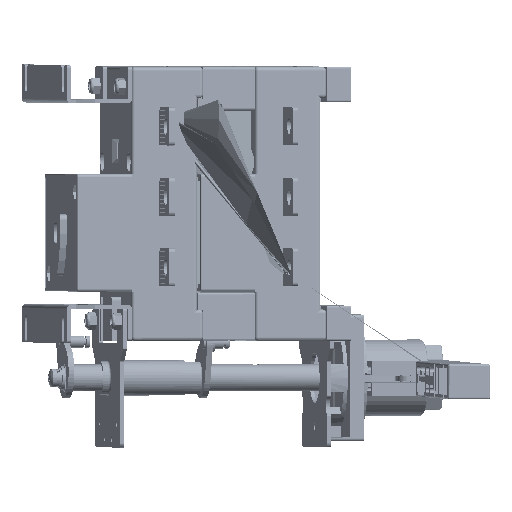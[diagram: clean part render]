
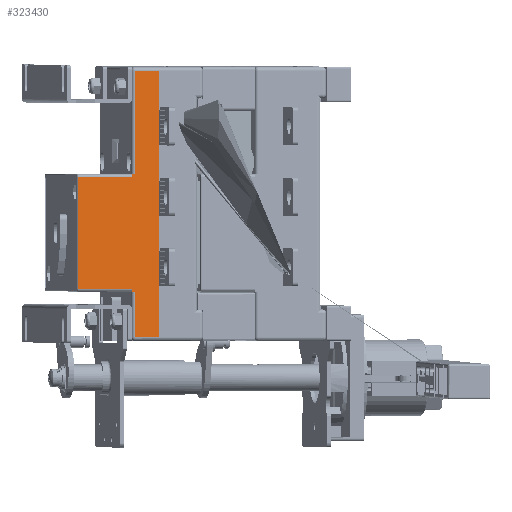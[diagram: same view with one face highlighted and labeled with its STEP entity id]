
A CAD part, left-side view. The second image highlights one B-rep face of the part: STEP entity #323430.
In plain terms, the highlighted planar face has unit normal (-0.98, -0.198, -0.004).
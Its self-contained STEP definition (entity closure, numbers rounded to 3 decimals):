
#1609 = VECTOR ( 'NONE', #383959, 1000. ) ;
#3159 = CARTESIAN_POINT ( 'NONE',  ( 104.48, 164.304, -115.616 ) ) ;
#6978 = FACE_OUTER_BOUND ( 'NONE', #190685, .T. ) ;
#9677 = VERTEX_POINT ( 'NONE', #210686 ) ;
#13148 = DIRECTION ( 'NONE',  ( -0.198, 0.98, 0. ) ) ;
#17320 = EDGE_CURVE ( 'NONE', #78690, #346973, #54892, .T. ) ;
#17543 = DIRECTION ( 'NONE',  ( -0.004, 0., 1. ) ) ;
#22851 = VERTEX_POINT ( 'NONE', #206591 ) ;
#24863 = CARTESIAN_POINT ( 'NONE',  ( 104.489, 164.304, -117.616 ) ) ;
#26673 = LINE ( 'NONE', #245910, #169629 ) ;
#27449 = VERTEX_POINT ( 'NONE', #364041 ) ;
#31208 = DIRECTION ( 'NONE',  ( 0.198, -0.98, 0.001 ) ) ;
#31480 = VECTOR ( 'NONE', #221160, 1000. ) ;
#36995 = LINE ( 'NONE', #189414, #253498 ) ;
#37817 = LINE ( 'NONE', #135899, #291683 ) ;
#38199 = CARTESIAN_POINT ( 'NONE',  ( 98.574, 191.749, -33.891 ) ) ;
#42653 = LINE ( 'NONE', #169971, #260988 ) ;
#54263 = CARTESIAN_POINT ( 'NONE',  ( 104.676, 162.834, -92.365 ) ) ;
#54892 = LINE ( 'NONE', #270042, #73085 ) ;
#55465 = EDGE_CURVE ( 'NONE', #9677, #164133, #102992, .T. ) ;
#59546 = LINE ( 'NONE', #3159, #372428 ) ;
#68320 = ORIENTED_EDGE ( 'NONE', *, *, #393325, .F. ) ;
#68752 = CARTESIAN_POINT ( 'NONE',  ( 104.117, 164.304, -32.367 ) ) ;
#73085 = VECTOR ( 'NONE', #401449, 1000. ) ;
#75788 = PLANE ( 'NONE',  #284788 ) ;
#76160 = CARTESIAN_POINT ( 'NONE',  ( 104.777, 162.834, -115.615 ) ) ;
#78690 = VERTEX_POINT ( 'NONE', #283597 ) ;
#79602 = VECTOR ( 'NONE', #100924, 1000. ) ;
#82377 = ORIENTED_EDGE ( 'NONE', *, *, #374810, .F. ) ;
#87064 = DIRECTION ( 'NONE',  ( 0.004, 0., -1. ) ) ;
#97971 = CARTESIAN_POINT ( 'NONE',  ( 104.378, 164.304, -92.366 ) ) ;
#100386 = VERTEX_POINT ( 'NONE', #111001 ) ;
#100825 = CARTESIAN_POINT ( 'NONE',  ( 104.414, 162.834, -32.366 ) ) ;
#100924 = DIRECTION ( 'NONE',  ( -0.004, 0., 1. ) ) ;
#102992 = LINE ( 'NONE', #386890, #79602 ) ;
#102999 = DIRECTION ( 'NONE',  ( -0.98, -0.198, -0.004 ) ) ;
#107318 = DIRECTION ( 'NONE',  ( -0.004, 0., 1. ) ) ;
#111001 = CARTESIAN_POINT ( 'NONE',  ( 104.117, 164.304, -32.367 ) ) ;
#112131 = EDGE_CURVE ( 'NONE', #230785, #22851, #59546, .T. ) ;
#112930 = ORIENTED_EDGE ( 'NONE', *, *, #55465, .F. ) ;
#113034 = VECTOR ( 'NONE', #17543, 1000. ) ;
#116930 = LINE ( 'NONE', #54263, #31480 ) ;
#119952 = VERTEX_POINT ( 'NONE', #318350 ) ;
#120873 = LINE ( 'NONE', #24863, #184616 ) ;
#128358 = CARTESIAN_POINT ( 'NONE',  ( 104.414, 162.834, -32.366 ) ) ;
#135899 = CARTESIAN_POINT ( 'NONE',  ( 98.823, 191.749, -90.891 ) ) ;
#136512 = ORIENTED_EDGE ( 'NONE', *, *, #112131, .T. ) ;
#150978 = EDGE_CURVE ( 'NONE', #372756, #292350, #42653, .T. ) ;
#152176 = DIRECTION ( 'NONE',  ( -0.004, 0., 1. ) ) ;
#153980 = DIRECTION ( 'NONE',  ( -0.004, 0., 1. ) ) ;
#157424 = ORIENTED_EDGE ( 'NONE', *, *, #243995, .T. ) ;
#160596 = LINE ( 'NONE', #97971, #290847 ) ;
#160742 = VERTEX_POINT ( 'NONE', #100825 ) ;
#164133 = VERTEX_POINT ( 'NONE', #198744 ) ;
#168294 = ORIENTED_EDGE ( 'NONE', *, *, #186377, .F. ) ;
#168933 = ORIENTED_EDGE ( 'NONE', *, *, #278468, .T. ) ;
#169629 = VECTOR ( 'NONE', #153980, 1000. ) ;
#169971 = CARTESIAN_POINT ( 'NONE',  ( 98.823, 191.749, -90.891 ) ) ;
#173408 = ORIENTED_EDGE ( 'NONE', *, *, #236143, .T. ) ;
#182495 = CARTESIAN_POINT ( 'NONE',  ( 98.823, 191.749, -90.891 ) ) ;
#184616 = VECTOR ( 'NONE', #152176, 1000. ) ;
#186377 = EDGE_CURVE ( 'NONE', #164133, #100386, #120873, .T. ) ;
#189414 = CARTESIAN_POINT ( 'NONE',  ( 103.886, 164.304, 20.382 ) ) ;
#190685 = EDGE_LOOP ( 'NONE', ( #231332, #337687, #355915, #82377, #168933, #136512, #173408, #157424, #213733, #300810, #260681, #168294, #112930, #68320, #398573 ) ) ;
#190809 = CARTESIAN_POINT ( 'NONE',  ( 98.574, 191.749, -33.891 ) ) ;
#198744 = CARTESIAN_POINT ( 'NONE',  ( 104.123, 164.304, -33.864 ) ) ;
#203284 = CARTESIAN_POINT ( 'NONE',  ( 104.676, 162.834, -92.365 ) ) ;
#206591 = CARTESIAN_POINT ( 'NONE',  ( 107.314, 150.288, -115.604 ) ) ;
#207240 = VECTOR ( 'NONE', #280599, 1000. ) ;
#210686 = CARTESIAN_POINT ( 'NONE',  ( 104.123, 164.304, -33.867 ) ) ;
#213733 = ORIENTED_EDGE ( 'NONE', *, *, #280628, .T. ) ;
#215814 = EDGE_CURVE ( 'NONE', #78690, #119952, #160596, .T. ) ;
#221160 = DIRECTION ( 'NONE',  ( -0.004, 0., 1. ) ) ;
#223997 = CARTESIAN_POINT ( 'NONE',  ( 104.372, 164.304, -90.866 ) ) ;
#230785 = VERTEX_POINT ( 'NONE', #76160 ) ;
#231332 = ORIENTED_EDGE ( 'NONE', *, *, #323838, .T. ) ;
#236143 = EDGE_CURVE ( 'NONE', #22851, #27449, #26673, .T. ) ;
#240910 = VERTEX_POINT ( 'NONE', #244089 ) ;
#243995 = EDGE_CURVE ( 'NONE', #27449, #240910, #36995, .T. ) ;
#244089 = CARTESIAN_POINT ( 'NONE',  ( 104.184, 162.834, 20.384 ) ) ;
#245719 = CARTESIAN_POINT ( 'NONE',  ( 104.777, 162.834, -115.615 ) ) ;
#245910 = CARTESIAN_POINT ( 'NONE',  ( 107.323, 150.288, -117.604 ) ) ;
#251892 = EDGE_CURVE ( 'NONE', #317533, #160742, #401543, .T. ) ;
#253498 = VECTOR ( 'NONE', #291627, 1000. ) ;
#260681 = ORIENTED_EDGE ( 'NONE', *, *, #397100, .F. ) ;
#260988 = VECTOR ( 'NONE', #107318, 1000. ) ;
#264955 = CARTESIAN_POINT ( 'NONE',  ( 104.414, 162.834, -32.366 ) ) ;
#267296 = DIRECTION ( 'NONE',  ( 0.198, -0.98, 0.001 ) ) ;
#270042 = CARTESIAN_POINT ( 'NONE',  ( 104.489, 164.304, -117.616 ) ) ;
#277033 = LINE ( 'NONE', #245719, #403734 ) ;
#277395 = VECTOR ( 'NONE', #289052, 1000. ) ;
#278468 = EDGE_CURVE ( 'NONE', #405437, #230785, #277033, .T. ) ;
#280599 = DIRECTION ( 'NONE',  ( 0.198, -0.98, 0.001 ) ) ;
#280628 = EDGE_CURVE ( 'NONE', #240910, #160742, #389188, .T. ) ;
#283597 = CARTESIAN_POINT ( 'NONE',  ( 104.378, 164.304, -92.366 ) ) ;
#284788 = AXIS2_PLACEMENT_3D ( 'NONE', #301108, #102999, #13148 ) ;
#289052 = DIRECTION ( 'NONE',  ( 0.004, 0., -1. ) ) ;
#290847 = VECTOR ( 'NONE', #31208, 1000. ) ;
#291627 = DIRECTION ( 'NONE',  ( -0.198, 0.98, -0.001 ) ) ;
#291683 = VECTOR ( 'NONE', #267296, 1000. ) ;
#292350 = VERTEX_POINT ( 'NONE', #38199 ) ;
#300810 = ORIENTED_EDGE ( 'NONE', *, *, #251892, .F. ) ;
#301108 = CARTESIAN_POINT ( 'NONE',  ( 98.475, 192.239, -33.892 ) ) ;
#307610 = CARTESIAN_POINT ( 'NONE',  ( 104.414, 162.834, -32.366 ) ) ;
#317533 = VERTEX_POINT ( 'NONE', #264955 ) ;
#318350 = CARTESIAN_POINT ( 'NONE',  ( 104.676, 162.834, -92.365 ) ) ;
#323430 = ADVANCED_FACE ( 'NONE', ( #6978 ), #75788, .T. ) ;
#323838 = EDGE_CURVE ( 'NONE', #372756, #346973, #37817, .T. ) ;
#337687 = ORIENTED_EDGE ( 'NONE', *, *, #17320, .F. ) ;
#345544 = DIRECTION ( 'NONE',  ( 0.198, -0.98, 0.001 ) ) ;
#346973 = VERTEX_POINT ( 'NONE', #223997 ) ;
#349472 = LINE ( 'NONE', #190809, #207240 ) ;
#355915 = ORIENTED_EDGE ( 'NONE', *, *, #215814, .T. ) ;
#356797 = LINE ( 'NONE', #68752, #1609 ) ;
#364041 = CARTESIAN_POINT ( 'NONE',  ( 106.72, 150.288, 20.395 ) ) ;
#372428 = VECTOR ( 'NONE', #345544, 1000. ) ;
#372756 = VERTEX_POINT ( 'NONE', #182495 ) ;
#374810 = EDGE_CURVE ( 'NONE', #405437, #119952, #116930, .T. ) ;
#383959 = DIRECTION ( 'NONE',  ( 0.198, -0.98, 0.001 ) ) ;
#386890 = CARTESIAN_POINT ( 'NONE',  ( 104.489, 164.304, -117.616 ) ) ;
#389188 = LINE ( 'NONE', #128358, #277395 ) ;
#393325 = EDGE_CURVE ( 'NONE', #292350, #9677, #349472, .T. ) ;
#397100 = EDGE_CURVE ( 'NONE', #100386, #317533, #356797, .T. ) ;
#398573 = ORIENTED_EDGE ( 'NONE', *, *, #150978, .F. ) ;
#401449 = DIRECTION ( 'NONE',  ( -0.004, 0., 1. ) ) ;
#401543 = LINE ( 'NONE', #307610, #113034 ) ;
#403734 = VECTOR ( 'NONE', #87064, 1000. ) ;
#405437 = VERTEX_POINT ( 'NONE', #203284 ) ;
